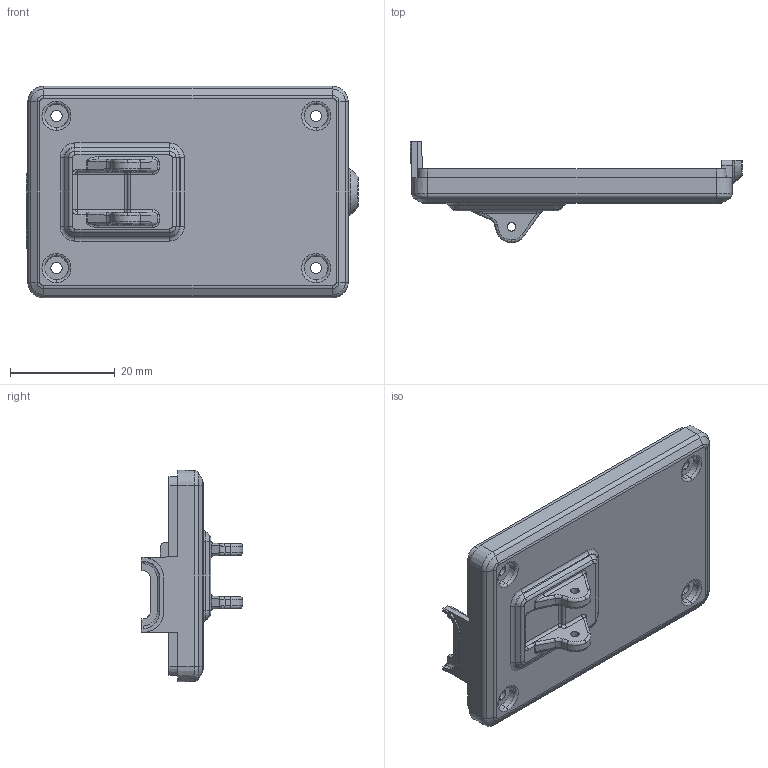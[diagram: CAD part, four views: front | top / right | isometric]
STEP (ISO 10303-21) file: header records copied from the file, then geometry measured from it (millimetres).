
FILE_DESCRIPTION (( 'STEP AP203' ), '1' );
FILE_NAME ('HOUSING BOTTOM.STEP', '2023-04-13T02:17:58', ( '' ), ( '' ), 'SwSTEP 2.0', 'SolidWorks 2022', '' );
FILE_SCHEMA (( 'CONFIG_CONTROL_DESIGN' ));
Length unit declared in the file: millimetre
Products named in the file (1): HOUSING BOTTOM
Bounding box: 63.31 x 19.31 x 40.34 mm (x, y, z)
Volume: 7105.9 mm3; surface area: 7627.5 mm2
Topology: 1 solids, 1 shells, 340 faces, 851 edges, 515 vertices
Faces by surface type: plane 91, cylinder 87, cone 64, bspline 49, torus 44, sphere 5
Entity records: 11202 total; most frequent: CARTESIAN_POINT 3404, ORIENTED_EDGE 1694, DIRECTION 1582, EDGE_CURVE 847, AXIS2_PLACEMENT_3D 615, VERTEX_POINT 515, EDGE_LOOP 358, LINE 352
